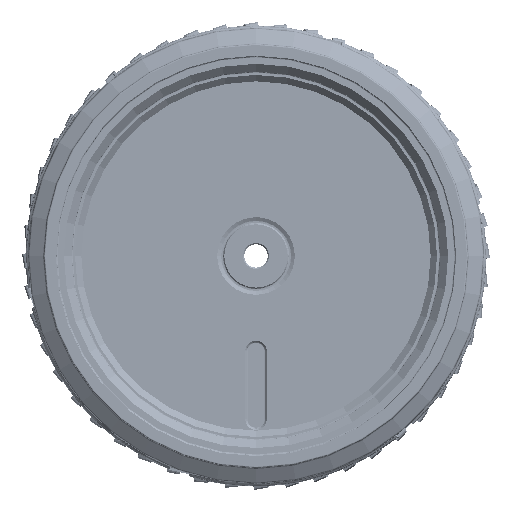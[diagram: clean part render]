
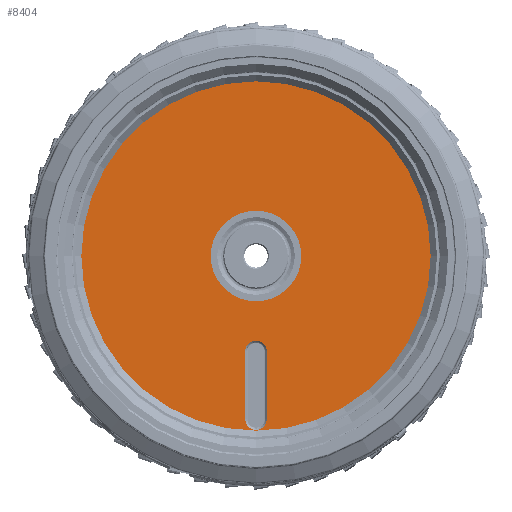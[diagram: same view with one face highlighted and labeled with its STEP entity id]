
A CAD part, top view. The second image highlights one B-rep face of the part: STEP entity #8404.
In plain terms, the highlighted planar face has unit normal (0, 0, 1).
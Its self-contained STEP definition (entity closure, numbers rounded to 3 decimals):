
#4821=FACE_BOUND('',#17149,.T.);
#4822=FACE_BOUND('',#17150,.T.);
#4823=FACE_BOUND('',#17151,.T.);
#8404=ADVANCED_FACE('',(#4821,#4822,#4823),#11935,.T.);
#11935=PLANE('',#68159);
#17149=EDGE_LOOP('',(#25344,#25345,#25346,#25347));
#17150=EDGE_LOOP('',(#25348));
#17151=EDGE_LOOP('',(#25349));
#21589=CIRCLE('',#68153,35.);
#21591=CIRCLE('',#68156,8.3);
#21592=CIRCLE('',#68157,8.3);
#21593=CIRCLE('',#68158,135.075);
#25344=ORIENTED_EDGE('',*,*,#50625,.T.);
#25345=ORIENTED_EDGE('',*,*,#50626,.T.);
#25346=ORIENTED_EDGE('',*,*,#50627,.T.);
#25347=ORIENTED_EDGE('',*,*,#50628,.T.);
#25348=ORIENTED_EDGE('',*,*,#50629,.F.);
#25349=ORIENTED_EDGE('',*,*,#50623,.T.);
#43926=VERTEX_POINT('',#102746);
#43928=VERTEX_POINT('',#102751);
#43929=VERTEX_POINT('',#102752);
#43930=VERTEX_POINT('',#102754);
#43931=VERTEX_POINT('',#102756);
#43932=VERTEX_POINT('',#102759);
#50623=EDGE_CURVE('',#43926,#43926,#21589,.T.);
#50625=EDGE_CURVE('',#43928,#43929,#58860,.T.);
#50626=EDGE_CURVE('',#43929,#43930,#21591,.T.);
#50627=EDGE_CURVE('',#43930,#43931,#58861,.T.);
#50628=EDGE_CURVE('',#43931,#43928,#21592,.T.);
#50629=EDGE_CURVE('',#43932,#43932,#21593,.T.);
#58860=LINE('',#102750,#62666);
#58861=LINE('',#102755,#62667);
#62666=VECTOR('',#77351,1.);
#62667=VECTOR('',#77354,1.);
#68153=AXIS2_PLACEMENT_3D('',#102745,#77345,#77346);
#68156=AXIS2_PLACEMENT_3D('',#102753,#77352,#77353);
#68157=AXIS2_PLACEMENT_3D('',#102757,#77355,#77356);
#68158=AXIS2_PLACEMENT_3D('',#102758,#77357,#77358);
#68159=AXIS2_PLACEMENT_3D('',#102760,#77359,#77360);
#77345=DIRECTION('',(0.,0.,-1.));
#77346=DIRECTION('',(-0.175,0.985,0.));
#77351=DIRECTION('',(0.,-1.,0.));
#77352=DIRECTION('',(0.,0.,-1.));
#77353=DIRECTION('',(-0.175,0.985,0.));
#77354=DIRECTION('',(0.,1.,0.));
#77355=DIRECTION('',(0.,0.,-1.));
#77356=DIRECTION('',(-0.175,0.985,0.));
#77357=DIRECTION('',(0.,0.,-1.));
#77358=DIRECTION('',(-0.175,0.985,0.));
#77359=DIRECTION('',(0.,0.,1.));
#77360=DIRECTION('',(-0.175,0.985,0.));
#102745=CARTESIAN_POINT('',(0.,0.,
-44.93));
#102746=CARTESIAN_POINT('',(-6.114,34.462,-44.93));
#102750=CARTESIAN_POINT('',(8.3,0.,-44.93));
#102751=CARTESIAN_POINT('',(8.3,-73.8,-44.93));
#102752=CARTESIAN_POINT('',(8.3,-126.2,-44.93));
#102753=CARTESIAN_POINT('',(0.,-126.2,-44.93));
#102754=CARTESIAN_POINT('',(-8.3,-126.2,-44.93));
#102755=CARTESIAN_POINT('',(-8.3,0.,-44.93));
#102756=CARTESIAN_POINT('',(-8.3,-73.8,-44.93));
#102757=CARTESIAN_POINT('',(0.,-73.8,-44.93));
#102758=CARTESIAN_POINT('',(0.,0.,
-44.93));
#102759=CARTESIAN_POINT('',(-23.595,132.998,-44.93));
#102760=CARTESIAN_POINT('',(-35.,0.,-44.93));
